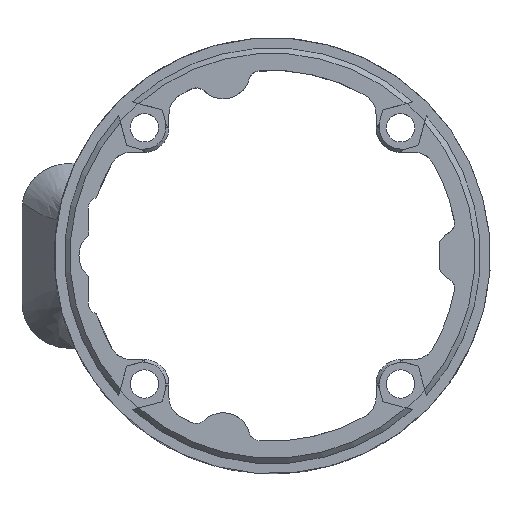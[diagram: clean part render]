
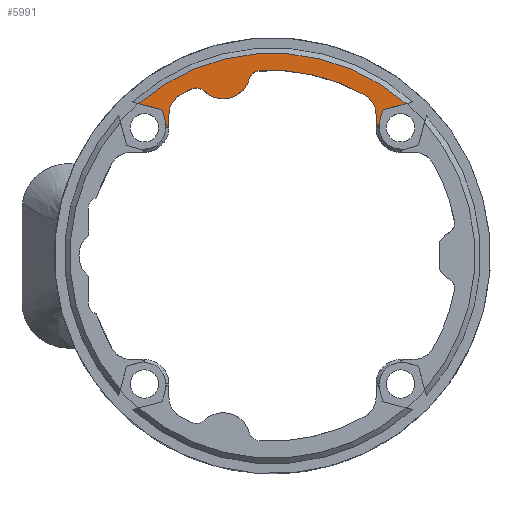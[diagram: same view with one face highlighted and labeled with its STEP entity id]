
A CAD part, top view. The second image highlights one B-rep face of the part: STEP entity #5991.
In plain terms, the highlighted planar face has unit normal (0, 0, 1).
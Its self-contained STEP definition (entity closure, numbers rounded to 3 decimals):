
#120=PLANE('',#6393);
#423=FACE_OUTER_BOUND('',#767,.T.);
#767=EDGE_LOOP('',(#4585,#4586,#4587,#4588,#4589,#4590,#4591,#4592,#4593,
#4594,#4595,#4596,#4597,#4598,#4599,#4600,#4601,#4602));
#1126=B_SPLINE_CURVE_WITH_KNOTS('',3,(#14217,#14218,#14219,#14220,#14221,
#14222,#14223,#14224,#14225,#14226,#14227,#14228),.UNSPECIFIED.,.F.,.F.,
(4,2,2,2,2,4),(-0.11,-0.086,-0.054,
-0.03,-0.013,0.),.UNSPECIFIED.);
#1128=B_SPLINE_CURVE_WITH_KNOTS('',3,(#14266,#14267,#14268,#14269,#14270,
#14271,#14272,#14273),.UNSPECIFIED.,.F.,.F.,(4,2,2,4),(-0.009,
-0.007,-0.005,0.),.UNSPECIFIED.);
#1413=LINE('',#14277,#1856);
#1414=LINE('',#14281,#1857);
#1415=LINE('',#14285,#1858);
#1416=LINE('',#14297,#1859);
#1417=LINE('',#14298,#1860);
#1418=LINE('',#14299,#1861);
#1856=VECTOR('',#7223,10.);
#1857=VECTOR('',#7226,10.);
#1858=VECTOR('',#7229,10.);
#1859=VECTOR('',#7242,10.);
#1860=VECTOR('',#7243,10.);
#1861=VECTOR('',#7244,10.);
#2191=CIRCLE('',#6323,5.);
#2216=CIRCLE('',#6392,37.15);
#2217=CIRCLE('',#6394,0.2);
#2218=CIRCLE('',#6395,0.35);
#2219=CIRCLE('',#6396,4.);
#2220=CIRCLE('',#6397,34.);
#2221=CIRCLE('',#6398,2.);
#2222=CIRCLE('',#6399,2.);
#2223=CIRCLE('',#6400,34.);
#2224=CIRCLE('',#6401,4.);
#2536=VERTEX_POINT('',#11543);
#2537=VERTEX_POINT('',#11545);
#2622=VERTEX_POINT('',#14214);
#2623=VERTEX_POINT('',#14216);
#2624=VERTEX_POINT('',#14231);
#2625=VERTEX_POINT('',#14233);
#2628=VERTEX_POINT('',#14263);
#2629=VERTEX_POINT('',#14265);
#2630=VERTEX_POINT('',#14276);
#2631=VERTEX_POINT('',#14278);
#2632=VERTEX_POINT('',#14280);
#2633=VERTEX_POINT('',#14282);
#2634=VERTEX_POINT('',#14284);
#2635=VERTEX_POINT('',#14286);
#2636=VERTEX_POINT('',#14288);
#2637=VERTEX_POINT('',#14291);
#2638=VERTEX_POINT('',#14293);
#2639=VERTEX_POINT('',#14295);
#3204=EDGE_CURVE('',#2537,#2536,#2191,.T.);
#3352=EDGE_CURVE('',#2623,#2622,#1126,.T.);
#3356=EDGE_CURVE('',#2624,#2625,#2216,.F.);
#3359=EDGE_CURVE('',#2629,#2628,#1128,.T.);
#3361=EDGE_CURVE('',#2625,#2630,#1413,.T.);
#3362=EDGE_CURVE('',#2630,#2631,#2217,.T.);
#3363=EDGE_CURVE('',#2631,#2632,#1414,.T.);
#3364=EDGE_CURVE('',#2632,#2633,#2218,.T.);
#3365=EDGE_CURVE('',#2633,#2634,#1415,.T.);
#3366=EDGE_CURVE('',#2634,#2635,#2219,.T.);
#3367=EDGE_CURVE('',#2635,#2636,#2220,.T.);
#3368=EDGE_CURVE('',#2537,#2636,#2221,.T.);
#3369=EDGE_CURVE('',#2637,#2536,#2222,.T.);
#3370=EDGE_CURVE('',#2637,#2638,#2223,.T.);
#3371=EDGE_CURVE('',#2638,#2639,#2224,.T.);
#3372=EDGE_CURVE('',#2639,#2623,#1416,.T.);
#3373=EDGE_CURVE('',#2622,#2629,#1417,.T.);
#3374=EDGE_CURVE('',#2628,#2624,#1418,.T.);
#4585=ORIENTED_EDGE('',*,*,#3356,.T.);
#4586=ORIENTED_EDGE('',*,*,#3361,.T.);
#4587=ORIENTED_EDGE('',*,*,#3362,.T.);
#4588=ORIENTED_EDGE('',*,*,#3363,.T.);
#4589=ORIENTED_EDGE('',*,*,#3364,.T.);
#4590=ORIENTED_EDGE('',*,*,#3365,.T.);
#4591=ORIENTED_EDGE('',*,*,#3366,.T.);
#4592=ORIENTED_EDGE('',*,*,#3367,.T.);
#4593=ORIENTED_EDGE('',*,*,#3368,.F.);
#4594=ORIENTED_EDGE('',*,*,#3204,.T.);
#4595=ORIENTED_EDGE('',*,*,#3369,.F.);
#4596=ORIENTED_EDGE('',*,*,#3370,.T.);
#4597=ORIENTED_EDGE('',*,*,#3371,.T.);
#4598=ORIENTED_EDGE('',*,*,#3372,.T.);
#4599=ORIENTED_EDGE('',*,*,#3352,.T.);
#4600=ORIENTED_EDGE('',*,*,#3373,.T.);
#4601=ORIENTED_EDGE('',*,*,#3359,.T.);
#4602=ORIENTED_EDGE('',*,*,#3374,.T.);
#5991=ADVANCED_FACE('',(#423),#120,.F.);
#6323=AXIS2_PLACEMENT_3D('',#11546,#7004,#7005);
#6392=AXIS2_PLACEMENT_3D('',#14235,#7217,#7218);
#6393=AXIS2_PLACEMENT_3D('',#14275,#7221,#7222);
#6394=AXIS2_PLACEMENT_3D('',#14279,#7224,#7225);
#6395=AXIS2_PLACEMENT_3D('',#14283,#7227,#7228);
#6396=AXIS2_PLACEMENT_3D('',#14287,#7230,#7231);
#6397=AXIS2_PLACEMENT_3D('',#14289,#7232,#7233);
#6398=AXIS2_PLACEMENT_3D('',#14290,#7234,#7235);
#6399=AXIS2_PLACEMENT_3D('',#14292,#7236,#7237);
#6400=AXIS2_PLACEMENT_3D('',#14294,#7238,#7239);
#6401=AXIS2_PLACEMENT_3D('',#14296,#7240,#7241);
#7004=DIRECTION('center_axis',(0.,0.,
1.));
#7005=DIRECTION('ref_axis',(1.,-0.023,0.));
#7217=DIRECTION('center_axis',(0.,0.,
-1.));
#7218=DIRECTION('ref_axis',(0.,-1.,0.));
#7221=DIRECTION('center_axis',(0.,0.,
-1.));
#7222=DIRECTION('ref_axis',(-1.,0.,0.));
#7223=DIRECTION('',(0.966,-0.259,0.));
#7224=DIRECTION('center_axis',(0.,0.,
-1.));
#7225=DIRECTION('ref_axis',(0.259,0.966,0.));
#7226=DIRECTION('',(0.259,-0.966,0.));
#7227=DIRECTION('center_axis',(0.,0.,
1.));
#7228=DIRECTION('ref_axis',(1.,0.,0.));
#7229=DIRECTION('',(0.,1.,0.));
#7230=DIRECTION('center_axis',(0.,0.,
-1.));
#7231=DIRECTION('ref_axis',(-0.866,0.5,0.));
#7232=DIRECTION('center_axis',(0.,0.,
-1.));
#7233=DIRECTION('ref_axis',(-0.508,0.861,0.));
#7234=DIRECTION('center_axis',(0.,0.,
1.));
#7235=DIRECTION('ref_axis',(0.161,0.987,0.));
#7236=DIRECTION('center_axis',(0.,0.,
1.));
#7237=DIRECTION('ref_axis',(-0.633,0.775,0.));
#7238=DIRECTION('center_axis',(0.,0.,
-1.));
#7239=DIRECTION('ref_axis',(-0.508,0.861,0.));
#7240=DIRECTION('center_axis',(0.,0.,
-1.));
#7241=DIRECTION('ref_axis',(0.866,0.5,0.));
#7242=DIRECTION('',(0.,-1.,0.));
#7243=DIRECTION('',(0.259,0.966,0.));
#7244=DIRECTION('',(0.966,0.259,0.));
#11543=CARTESIAN_POINT('',(-4.245,32.456,19.));
#11545=CARTESIAN_POINT('',(-12.552,30.23,19.));
#11546=CARTESIAN_POINT('Origin',(-9.059,33.807,19.));
#14214=CARTESIAN_POINT('',(19.492,23.959,19.));
#14216=CARTESIAN_POINT('',(19.004,23.733,19.));
#14217=CARTESIAN_POINT('Ctrl Pts',(19.004,23.733,19.));
#14218=CARTESIAN_POINT('Ctrl Pts',(19.023,23.724,19.));
#14219=CARTESIAN_POINT('Ctrl Pts',(19.045,23.716,19.));
#14220=CARTESIAN_POINT('Ctrl Pts',(19.105,23.701,19.));
#14221=CARTESIAN_POINT('Ctrl Pts',(19.152,23.695,19.));
#14222=CARTESIAN_POINT('Ctrl Pts',(19.248,23.71,19.));
#14223=CARTESIAN_POINT('Ctrl Pts',(19.292,23.724,19.));
#14224=CARTESIAN_POINT('Ctrl Pts',(19.366,23.769,19.));
#14225=CARTESIAN_POINT('Ctrl Pts',(19.404,23.799,19.));
#14226=CARTESIAN_POINT('Ctrl Pts',(19.462,23.879,19.));
#14227=CARTESIAN_POINT('Ctrl Pts',(19.481,23.918,19.));
#14228=CARTESIAN_POINT('Ctrl Pts',(19.492,23.959,19.));
#14231=CARTESIAN_POINT('',(24.52,27.908,19.));
#14233=CARTESIAN_POINT('',(-24.516,27.912,19.));
#14235=CARTESIAN_POINT('Origin',(0.,0.,
19.));
#14263=CARTESIAN_POINT('',(20.354,26.792,19.));
#14265=CARTESIAN_POINT('',(20.213,26.651,19.));
#14266=CARTESIAN_POINT('Ctrl Pts',(20.213,26.651,19.));
#14267=CARTESIAN_POINT('Ctrl Pts',(20.219,26.673,19.));
#14268=CARTESIAN_POINT('Ctrl Pts',(20.229,26.694,19.));
#14269=CARTESIAN_POINT('Ctrl Pts',(20.256,26.734,19.));
#14270=CARTESIAN_POINT('Ctrl Pts',(20.273,26.749,19.));
#14271=CARTESIAN_POINT('Ctrl Pts',(20.314,26.78,19.));
#14272=CARTESIAN_POINT('Ctrl Pts',(20.339,26.788,19.));
#14273=CARTESIAN_POINT('Ctrl Pts',(20.354,26.792,19.));
#14275=CARTESIAN_POINT('Origin',(-3.194,0.196,19.));
#14276=CARTESIAN_POINT('',(-20.337,26.792,19.));
#14277=CARTESIAN_POINT('',(-8.918,23.733,19.));
#14278=CARTESIAN_POINT('',(-20.195,26.651,19.));
#14279=CARTESIAN_POINT('Origin',(-20.388,26.599,19.));
#14280=CARTESIAN_POINT('',(-19.484,23.998,19.));
#14281=CARTESIAN_POINT('',(-15.942,10.778,19.));
#14282=CARTESIAN_POINT('',(-18.996,23.772,19.));
#14283=CARTESIAN_POINT('Origin',(-19.146,24.089,19.));
#14284=CARTESIAN_POINT('',(-18.996,25.983,19.));
#14285=CARTESIAN_POINT('',(-18.996,12.8,19.));
#14286=CARTESIAN_POINT('',(-16.996,29.447,19.));
#14287=CARTESIAN_POINT('Origin',(-14.996,25.983,19.));
#14288=CARTESIAN_POINT('',(-14.821,30.599,19.));
#14289=CARTESIAN_POINT('Origin',(0.,0.,
19.));
#14290=CARTESIAN_POINT('Origin',(-13.95,28.799,19.));
#14291=CARTESIAN_POINT('',(-2.464,33.911,19.));
#14292=CARTESIAN_POINT('Origin',(-2.319,31.916,19.));
#14293=CARTESIAN_POINT('',(17.004,29.442,19.));
#14294=CARTESIAN_POINT('Origin',(0.,0.,
19.));
#14295=CARTESIAN_POINT('',(19.004,25.979,19.));
#14296=CARTESIAN_POINT('Origin',(15.004,25.979,19.));
#14297=CARTESIAN_POINT('',(19.004,11.843,19.));
#14298=CARTESIAN_POINT('',(15.752,10.002,19.));
#14299=CARTESIAN_POINT('',(6.111,22.976,19.));
